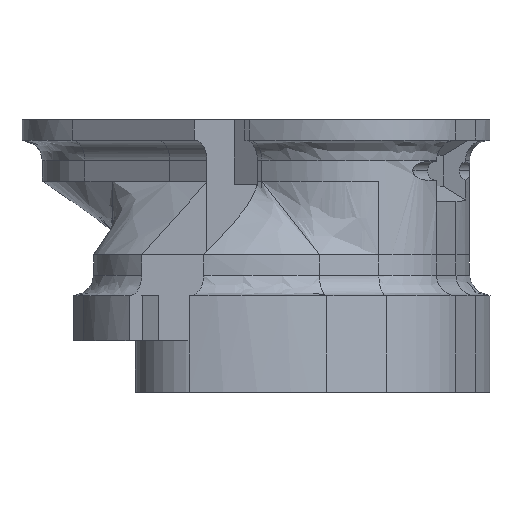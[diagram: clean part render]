
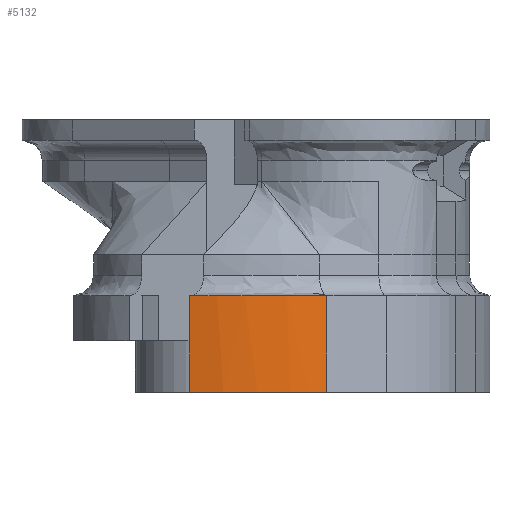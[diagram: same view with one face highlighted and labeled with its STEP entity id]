
A CAD part, left-side view. The second image highlights one B-rep face of the part: STEP entity #5132.
In plain terms, the highlighted free-form (B-spline) face has degree [3, 1] with [17, 2] control points.
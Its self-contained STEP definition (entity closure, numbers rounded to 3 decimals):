
#164 = CARTESIAN_POINT ( 'NONE',  ( -15.554, -8.37, -8.906 ) ) ;
#181 = ORIENTED_EDGE ( 'NONE', *, *, #4627, .T. ) ;
#223 = EDGE_CURVE ( 'NONE', #4069, #3149, #1943, .T. ) ;
#372 = CARTESIAN_POINT ( 'NONE',  ( -16.657, -2.548, -8.906 ) ) ;
#428 = CARTESIAN_POINT ( 'NONE',  ( -16.305, 1.799, -16.406 ) ) ;
#520 = VECTOR ( 'NONE', #5321, 1000. ) ;
#603 = CARTESIAN_POINT ( 'NONE',  ( -15.367, -8.878, -8.906 ) ) ;
#808 = CARTESIAN_POINT ( 'NONE',  ( -16.669, -1.737, -8.906 ) ) ;
#837 = CARTESIAN_POINT ( 'NONE',  ( -16.305, 1.799, -8.906 ) ) ;
#863 = CARTESIAN_POINT ( 'NONE',  ( -16.342, 1.629, -8.906 ) ) ;
#930 = CARTESIAN_POINT ( 'NONE',  ( -16.289, -5.7, -8.906 ) ) ;
#1067 = CARTESIAN_POINT ( 'NONE',  ( -16.305, 1.798, -8.906 ) ) ;
#1274 = CARTESIAN_POINT ( 'NONE',  ( -16.597, -0.117, -16.406 ) ) ;
#1344 = FACE_OUTER_BOUND ( 'NONE', #1957, .T. ) ;
#1417 = VERTEX_POINT ( 'NONE', #2065 ) ;
#1430 = CARTESIAN_POINT ( 'NONE',  ( -16.115, -6.493, -16.406 ) ) ;
#1460 = CARTESIAN_POINT ( 'NONE',  ( -16.533, -4.165, -16.406 ) ) ;
#1466 = DIRECTION ( 'NONE',  ( 0., 0., 1. ) ) ;
#1487 = CARTESIAN_POINT ( 'NONE',  ( -16.305, 1.798, -8.906 ) ) ;
#1522 = CARTESIAN_POINT ( 'NONE',  ( -15.645, -8.116, -16.406 ) ) ;
#1552 = CARTESIAN_POINT ( 'NONE',  ( -16.43, -4.902, -16.406 ) ) ;
#1568 = CARTESIAN_POINT ( 'NONE',  ( -15.812, -7.601, -8.906 ) ) ;
#1744 = CARTESIAN_POINT ( 'NONE',  ( -16.305, 1.799, -16.406 ) ) ;
#1828 = CARTESIAN_POINT ( 'NONE',  ( -15.367, -8.878, -8.906 ) ) ;
#1943 = LINE ( 'NONE', #428, #520 ) ;
#1957 = EDGE_LOOP ( 'NONE', ( #5955, #3440, #4797, #181 ) ) ;
#2065 = CARTESIAN_POINT ( 'NONE',  ( -15.367, -8.878, -16.406 ) ) ;
#2105 = B_SPLINE_CURVE_WITH_KNOTS ( 'NONE', 3,
 ( #603, #5868, #164, #1568, #3472, #4425, #2967, #2404, #5903, #2529, #5809, #2499, #5312, #3003, #4328, #1067 ),
 .UNSPECIFIED., .F., .F.,
 ( 4, 2, 2, 2, 2, 2, 2, 4 ),
 ( 0., 0.028, 0.084, 0.14, 0.197, 0.253, 0.309, 0.376 ),
 .UNSPECIFIED. ) ;
#2204 = CARTESIAN_POINT ( 'NONE',  ( -16.414, 1.261, -16.406 ) ) ;
#2205 = VERTEX_POINT ( 'NONE', #1828 ) ;
#2212 = CARTESIAN_POINT ( 'NONE',  ( -16.657, -2.548, -16.406 ) ) ;
#2259 = CARTESIAN_POINT ( 'NONE',  ( -15.464, -8.625, -16.406 ) ) ;
#2266 = CARTESIAN_POINT ( 'NONE',  ( -16.612, -3.358, -8.906 ) ) ;
#2404 = CARTESIAN_POINT ( 'NONE',  ( -16.501, -4.434, -8.906 ) ) ;
#2452 = CARTESIAN_POINT ( 'NONE',  ( -15.887, -7.342, -16.406 ) ) ;
#2499 = CARTESIAN_POINT ( 'NONE',  ( -16.66, -1.197, -8.906 ) ) ;
#2529 = CARTESIAN_POINT ( 'NONE',  ( -16.648, -2.819, -8.906 ) ) ;
#2639 = CARTESIAN_POINT ( 'NONE',  ( -16.305, 1.799, -16.406 ) ) ;
#2676 = CARTESIAN_POINT ( 'NONE',  ( -16.515, 0.622, -16.406 ) ) ;
#2757 = CARTESIAN_POINT ( 'NONE',  ( -15.367, -8.878, -16.406 ) ) ;
#2764 = CARTESIAN_POINT ( 'NONE',  ( -16.649, -0.926, -8.906 ) ) ;
#2967 = CARTESIAN_POINT ( 'NONE',  ( -16.329, -5.502, -8.906 ) ) ;
#3003 = CARTESIAN_POINT ( 'NONE',  ( -16.534, 0.526, -8.906 ) ) ;
#3149 = VERTEX_POINT ( 'NONE', #1487 ) ;
#3174 = CARTESIAN_POINT ( 'NONE',  ( -16.649, -0.926, -16.406 ) ) ;
#3241 = CARTESIAN_POINT ( 'NONE',  ( -16.597, -0.117, -16.406 ) ) ;
#3363 = CARTESIAN_POINT ( 'NONE',  ( -15.367, -8.878, -8.906 ) ) ;
#3420 = EDGE_CURVE ( 'NONE', #4069, #1417, #4788, .T. ) ;
#3427 = CARTESIAN_POINT ( 'NONE',  ( -16.533, -4.165, -8.906 ) ) ;
#3440 = ORIENTED_EDGE ( 'NONE', *, *, #3420, .T. ) ;
#3457 = CARTESIAN_POINT ( 'NONE',  ( -16.289, -5.7, -16.406 ) ) ;
#3472 = CARTESIAN_POINT ( 'NONE',  ( -15.963, -7.082, -8.906 ) ) ;
#3703 = CARTESIAN_POINT ( 'NONE',  ( -16.612, -3.358, -16.406 ) ) ;
#3730 = CARTESIAN_POINT ( 'NONE',  ( -16.43, -4.902, -16.406 ) ) ;
#3771 = CARTESIAN_POINT ( 'NONE',  ( -16.342, 1.629, -16.406 ) ) ;
#3836 = CARTESIAN_POINT ( 'NONE',  ( -16.115, -6.493, -8.906 ) ) ;
#3937 = CARTESIAN_POINT ( 'NONE',  ( -15.367, -8.878, -16.406 ) ) ;
#4069 = VERTEX_POINT ( 'NONE', #5437 ) ;
#4070 = B_SPLINE_SURFACE_WITH_KNOTS ( 'NONE', 3, 1, ( 
 ( #1744, #837 ),
 ( #3771, #863 ),
 ( #5700, #4185 ),
 ( #2676, #5109 ),
 ( #3241, #4251 ),
 ( #5579, #2764 ),
 ( #4607, #808 ),
 ( #2212, #372 ),
 ( #4131, #2266 ),
 ( #1460, #3427 ),
 ( #1552, #5265 ),
 ( #3457, #930 ),
 ( #1430, #3836 ),
 ( #2452, #5824 ),
 ( #1522, #5359 ),
 ( #4848, #4281 ),
 ( #4407, #3363 ) ),
 .UNSPECIFIED., .F., .F., .F.,
 ( 4, 1, 1, 1, 1, 1, 1, 1, 1, 1, 1, 1, 1, 1, 4 ),
 ( 2, 2 ),
 ( 0.423, 0.428, 0.434, 0.441, 0.449, 0.457, 0.465, 0.473, 0.48, 0.488, 0.494, 0.504, 0.512, 0.52, 0.527 ),
 ( 0., 1. ),
 .UNSPECIFIED. ) ;
#4131 = CARTESIAN_POINT ( 'NONE',  ( -16.612, -3.358, -16.406 ) ) ;
#4177 = CARTESIAN_POINT ( 'NONE',  ( -15.645, -8.116, -16.406 ) ) ;
#4185 = CARTESIAN_POINT ( 'NONE',  ( -16.414, 1.261, -8.906 ) ) ;
#4221 = EDGE_CURVE ( 'NONE', #1417, #2205, #4349, .T. ) ;
#4242 = CARTESIAN_POINT ( 'NONE',  ( -16.289, -5.7, -16.406 ) ) ;
#4251 = CARTESIAN_POINT ( 'NONE',  ( -16.597, -0.117, -8.906 ) ) ;
#4281 = CARTESIAN_POINT ( 'NONE',  ( -15.464, -8.625, -8.906 ) ) ;
#4328 = CARTESIAN_POINT ( 'NONE',  ( -16.442, 1.167, -8.906 ) ) ;
#4349 = LINE ( 'NONE', #3937, #4510 ) ;
#4407 = CARTESIAN_POINT ( 'NONE',  ( -15.367, -8.878, -16.406 ) ) ;
#4425 = CARTESIAN_POINT ( 'NONE',  ( -16.221, -6.032, -8.906 ) ) ;
#4510 = VECTOR ( 'NONE', #1466, 1000. ) ;
#4564 = CARTESIAN_POINT ( 'NONE',  ( -16.342, 1.629, -16.406 ) ) ;
#4607 = CARTESIAN_POINT ( 'NONE',  ( -16.669, -1.737, -16.406 ) ) ;
#4627 = EDGE_CURVE ( 'NONE', #2205, #3149, #2105, .T. ) ;
#4788 = B_SPLINE_CURVE_WITH_KNOTS ( 'NONE', 3,
 ( #2639, #4564, #2204, #5570, #1274, #3174, #5102, #5688, #3703, #5165, #3730, #4242, #5192, #5633, #4177, #2259, #2757 ),
 .UNSPECIFIED., .F., .F.,
 ( 4, 1, 1, 1, 1, 1, 1, 1, 1, 1, 1, 1, 1, 1, 4 ),
 ( 0.423, 0.428, 0.434, 0.441, 0.449, 0.457, 0.465, 0.473, 0.48, 0.488, 0.494, 0.504, 0.512, 0.52, 0.527 ),
 .UNSPECIFIED. ) ;
#4797 = ORIENTED_EDGE ( 'NONE', *, *, #4221, .T. ) ;
#4848 = CARTESIAN_POINT ( 'NONE',  ( -15.464, -8.625, -16.406 ) ) ;
#5102 = CARTESIAN_POINT ( 'NONE',  ( -16.669, -1.737, -16.406 ) ) ;
#5109 = CARTESIAN_POINT ( 'NONE',  ( -16.515, 0.622, -8.906 ) ) ;
#5132 = ADVANCED_FACE ( 'NONE', ( #1344 ), #4070, .T. ) ;
#5165 = CARTESIAN_POINT ( 'NONE',  ( -16.533, -4.165, -16.406 ) ) ;
#5192 = CARTESIAN_POINT ( 'NONE',  ( -16.115, -6.493, -16.406 ) ) ;
#5265 = CARTESIAN_POINT ( 'NONE',  ( -16.43, -4.902, -8.906 ) ) ;
#5312 = CARTESIAN_POINT ( 'NONE',  ( -16.637, -0.656, -8.906 ) ) ;
#5321 = DIRECTION ( 'NONE',  ( 0., 0., 1. ) ) ;
#5359 = CARTESIAN_POINT ( 'NONE',  ( -15.645, -8.116, -8.906 ) ) ;
#5437 = CARTESIAN_POINT ( 'NONE',  ( -16.305, 1.799, -16.406 ) ) ;
#5570 = CARTESIAN_POINT ( 'NONE',  ( -16.515, 0.622, -16.406 ) ) ;
#5579 = CARTESIAN_POINT ( 'NONE',  ( -16.649, -0.926, -16.406 ) ) ;
#5633 = CARTESIAN_POINT ( 'NONE',  ( -15.887, -7.342, -16.406 ) ) ;
#5688 = CARTESIAN_POINT ( 'NONE',  ( -16.657, -2.548, -16.406 ) ) ;
#5700 = CARTESIAN_POINT ( 'NONE',  ( -16.414, 1.261, -16.406 ) ) ;
#5809 = CARTESIAN_POINT ( 'NONE',  ( -16.666, -2.278, -8.906 ) ) ;
#5824 = CARTESIAN_POINT ( 'NONE',  ( -15.887, -7.342, -8.906 ) ) ;
#5868 = CARTESIAN_POINT ( 'NONE',  ( -15.463, -8.625, -8.906 ) ) ;
#5903 = CARTESIAN_POINT ( 'NONE',  ( -16.565, -3.897, -8.906 ) ) ;
#5955 = ORIENTED_EDGE ( 'NONE', *, *, #223, .F. ) ;
